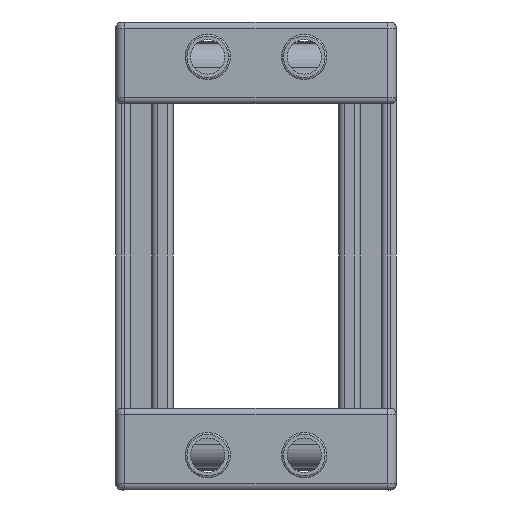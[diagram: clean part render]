
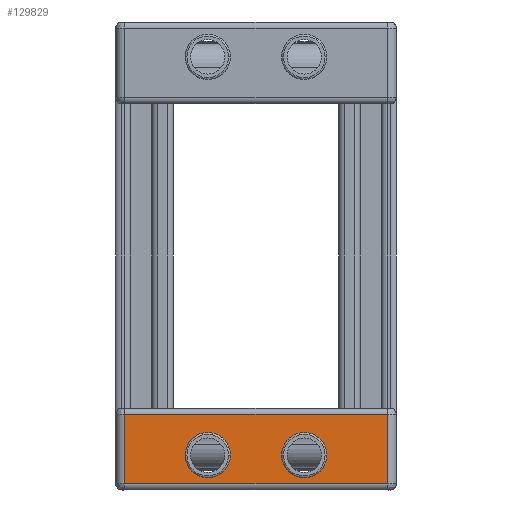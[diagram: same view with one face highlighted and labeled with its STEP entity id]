
A CAD part, left-side view. The second image highlights one B-rep face of the part: STEP entity #129829.
In plain terms, the highlighted planar face has unit normal (-1, 0, 0).
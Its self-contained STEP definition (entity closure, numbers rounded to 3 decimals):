
#286 = FACE_BOUND ( 'NONE', #15916, .T. ) ;
#2136 = ORIENTED_EDGE ( 'NONE', *, *, #11398, .F. ) ;
#3829 = CARTESIAN_POINT ( 'NONE',  ( -289.867, 7.931, 117.037 ) ) ;
#7440 = DIRECTION ( 'NONE',  ( -1., 0., 0. ) ) ;
#7622 = CARTESIAN_POINT ( 'NONE',  ( -289.867, 7.931, 120.787 ) ) ;
#9315 = DIRECTION ( 'NONE',  ( 0., 0., -1. ) ) ;
#11398 = EDGE_CURVE ( 'NONE', #108609, #101488, #68434, .T. ) ;
#12734 = CARTESIAN_POINT ( 'NONE',  ( -289.867, -8.069, 113.287 ) ) ;
#14052 = DIRECTION ( 'NONE',  ( 0., 1., 0. ) ) ;
#15916 = EDGE_LOOP ( 'NONE', ( #25225, #2136 ) ) ;
#20505 = CARTESIAN_POINT ( 'NONE',  ( -289.867, -21.819, 112.255 ) ) ;
#22678 = CARTESIAN_POINT ( 'NONE',  ( -289.867, -19.497, 123.819 ) ) ;
#24113 = DIRECTION ( 'NONE',  ( 0., 1., 0. ) ) ;
#24938 = EDGE_CURVE ( 'NONE', #39449, #93851, #60793, .T. ) ;
#25225 = ORIENTED_EDGE ( 'NONE', *, *, #64563, .F. ) ;
#27932 = CARTESIAN_POINT ( 'NONE',  ( -289.867, 7.931, 113.287 ) ) ;
#32288 = DIRECTION ( 'NONE',  ( 0., 0., 1. ) ) ;
#32817 = ORIENTED_EDGE ( 'NONE', *, *, #107081, .T. ) ;
#34373 = CARTESIAN_POINT ( 'NONE',  ( -289.867, 21.681, 123.819 ) ) ;
#37735 = ORIENTED_EDGE ( 'NONE', *, *, #69404, .F. ) ;
#39449 = VERTEX_POINT ( 'NONE', #27932 ) ;
#42025 = LINE ( 'NONE', #70789, #90146 ) ;
#42643 = EDGE_CURVE ( 'NONE', #120544, #100289, #42025, .T. ) ;
#46146 = AXIS2_PLACEMENT_3D ( 'NONE', #70018, #91134, #92088 ) ;
#47531 = LINE ( 'NONE', #98130, #57905 ) ;
#47578 = CARTESIAN_POINT ( 'NONE',  ( -289.867, -8.069, 120.787 ) ) ;
#50146 = VECTOR ( 'NONE', #24113, 1000. ) ;
#54983 = VERTEX_POINT ( 'NONE', #34373 ) ;
#56897 = DIRECTION ( 'NONE',  ( 0., 0., -1. ) ) ;
#57482 = LINE ( 'NONE', #120782, #119319 ) ;
#57905 = VECTOR ( 'NONE', #32288, 1000. ) ;
#58235 = DIRECTION ( 'NONE',  ( 0., 0., -1. ) ) ;
#58310 = CARTESIAN_POINT ( 'NONE',  ( -289.867, -21.819, 123.819 ) ) ;
#60793 = CIRCLE ( 'NONE', #74259, 3.75 ) ;
#61448 = DIRECTION ( 'NONE',  ( -1., 0., 0. ) ) ;
#63771 = CARTESIAN_POINT ( 'NONE',  ( -289.867, -8.069, 117.037 ) ) ;
#64058 = FACE_OUTER_BOUND ( 'NONE', #86309, .T. ) ;
#64563 = EDGE_CURVE ( 'NONE', #101488, #108609, #94549, .T. ) ;
#64903 = CIRCLE ( 'NONE', #46146, 3.75 ) ;
#66417 = PLANE ( 'NONE',  #110189 ) ;
#68370 = ORIENTED_EDGE ( 'NONE', *, *, #42643, .F. ) ;
#68434 = CIRCLE ( 'NONE', #134377, 3.75 ) ;
#69404 = EDGE_CURVE ( 'NONE', #93851, #39449, #64903, .T. ) ;
#70018 = CARTESIAN_POINT ( 'NONE',  ( -289.867, 7.931, 117.037 ) ) ;
#70789 = CARTESIAN_POINT ( 'NONE',  ( -289.867, 23.181, 112.255 ) ) ;
#71542 = EDGE_CURVE ( 'NONE', #132480, #120544, #57482, .T. ) ;
#74259 = AXIS2_PLACEMENT_3D ( 'NONE', #3829, #125385, #58235 ) ;
#77953 = CARTESIAN_POINT ( 'NONE',  ( -289.867, 23.181, 208.302 ) ) ;
#86309 = EDGE_LOOP ( 'NONE', ( #32817, #116288, #68370, #97992 ) ) ;
#86510 = EDGE_LOOP ( 'NONE', ( #137752, #37735 ) ) ;
#88962 = DIRECTION ( 'NONE',  ( 0., 0., -1. ) ) ;
#89913 = DIRECTION ( 'NONE',  ( -1., 0., 0. ) ) ;
#90146 = VECTOR ( 'NONE', #14052, 1000. ) ;
#91134 = DIRECTION ( 'NONE',  ( -1., 0., 0. ) ) ;
#92088 = DIRECTION ( 'NONE',  ( 0., 0., -1. ) ) ;
#93851 = VERTEX_POINT ( 'NONE', #7622 ) ;
#94549 = CIRCLE ( 'NONE', #118289, 3.75 ) ;
#94558 = DIRECTION ( 'NONE',  ( 0., 0., -1. ) ) ;
#94811 = LINE ( 'NONE', #22678, #50146 ) ;
#97992 = ORIENTED_EDGE ( 'NONE', *, *, #71542, .F. ) ;
#98130 = CARTESIAN_POINT ( 'NONE',  ( -289.867, 21.681, 208.302 ) ) ;
#100289 = VERTEX_POINT ( 'NONE', #130064 ) ;
#101488 = VERTEX_POINT ( 'NONE', #12734 ) ;
#104195 = CARTESIAN_POINT ( 'NONE',  ( -289.867, -8.069, 117.037 ) ) ;
#105243 = FACE_BOUND ( 'NONE', #86510, .T. ) ;
#107081 = EDGE_CURVE ( 'NONE', #132480, #54983, #94811, .T. ) ;
#108609 = VERTEX_POINT ( 'NONE', #47578 ) ;
#110189 = AXIS2_PLACEMENT_3D ( 'NONE', #77953, #89913, #88962 ) ;
#116288 = ORIENTED_EDGE ( 'NONE', *, *, #140652, .F. ) ;
#118289 = AXIS2_PLACEMENT_3D ( 'NONE', #63771, #7440, #9315 ) ;
#119319 = VECTOR ( 'NONE', #56897, 1000. ) ;
#120544 = VERTEX_POINT ( 'NONE', #20505 ) ;
#120782 = CARTESIAN_POINT ( 'NONE',  ( -289.867, -21.819, 208.302 ) ) ;
#125385 = DIRECTION ( 'NONE',  ( -1., 0., 0. ) ) ;
#129829 = ADVANCED_FACE ( 'NONE', ( #64058, #105243, #286 ), #66417, .T. ) ;
#130064 = CARTESIAN_POINT ( 'NONE',  ( -289.867, 21.681, 112.255 ) ) ;
#132480 = VERTEX_POINT ( 'NONE', #58310 ) ;
#134377 = AXIS2_PLACEMENT_3D ( 'NONE', #104195, #61448, #94558 ) ;
#137752 = ORIENTED_EDGE ( 'NONE', *, *, #24938, .F. ) ;
#140652 = EDGE_CURVE ( 'NONE', #100289, #54983, #47531, .T. ) ;
